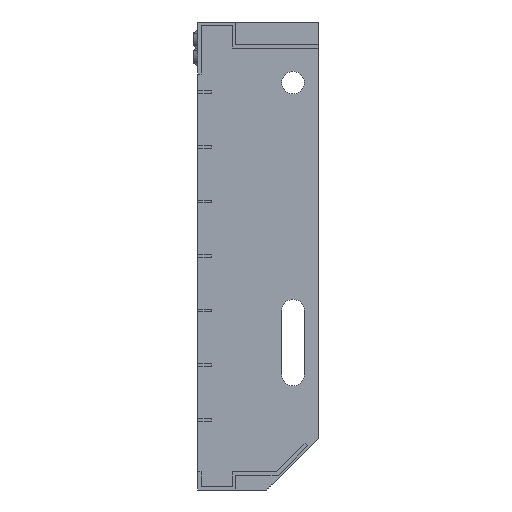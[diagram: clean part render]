
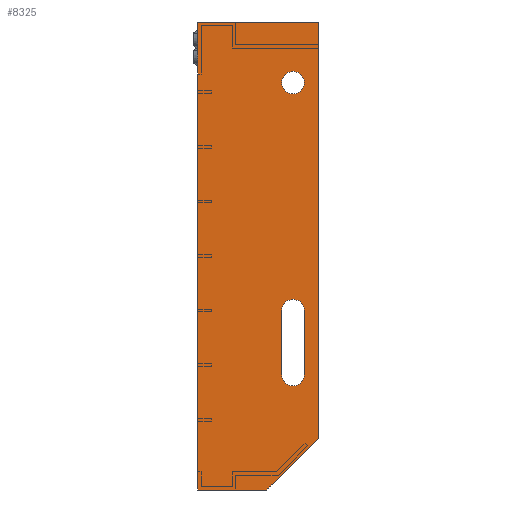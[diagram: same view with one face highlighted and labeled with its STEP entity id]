
A CAD part, left-side view. The second image highlights one B-rep face of the part: STEP entity #8325.
In plain terms, the highlighted planar face has unit normal (-1, 0, 0).
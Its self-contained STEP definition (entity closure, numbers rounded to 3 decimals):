
#347 = ORIENTED_EDGE ( 'NONE', *, *, #24604, .F. ) ;
#837 = EDGE_CURVE ( 'NONE', #4378, #34454, #39040, .T. ) ;
#1384 = VERTEX_POINT ( 'NONE', #7597 ) ;
#1578 = AXIS2_PLACEMENT_3D ( 'NONE', #34269, #28233, #6453 ) ;
#2264 = EDGE_CURVE ( 'NONE', #7041, #16892, #21866, .T. ) ;
#2951 = CARTESIAN_POINT ( 'NONE',  ( -700., 0., -240. ) ) ;
#3808 = CARTESIAN_POINT ( 'NONE',  ( -700., 15., -28.5 ) ) ;
#4378 = VERTEX_POINT ( 'NONE', #33342 ) ;
#4438 = AXIS2_PLACEMENT_3D ( 'NONE', #17762, #33174, #39579 ) ;
#4823 = ORIENTED_EDGE ( 'NONE', *, *, #11954, .F. ) ;
#4911 = ORIENTED_EDGE ( 'NONE', *, *, #14715, .F. ) ;
#5220 = DIRECTION ( 'NONE',  ( 1., 0., 0. ) ) ;
#5286 = LINE ( 'NONE', #2951, #32125 ) ;
#5666 = EDGE_CURVE ( 'NONE', #1384, #9296, #7258, .T. ) ;
#6107 = EDGE_CURVE ( 'NONE', #34454, #27900, #12141, .T. ) ;
#6206 = ORIENTED_EDGE ( 'NONE', *, *, #8886, .F. ) ;
#6453 = DIRECTION ( 'NONE',  ( 0., 0., -1. ) ) ;
#6539 = LINE ( 'NONE', #11904, #20660 ) ;
#7041 = VERTEX_POINT ( 'NONE', #14328 ) ;
#7258 = LINE ( 'NONE', #27821, #28706 ) ;
#7597 = CARTESIAN_POINT ( 'NONE',  ( -700., 8.5, -166.5 ) ) ;
#8036 = CARTESIAN_POINT ( 'NONE',  ( -700., 21.5, -166.5 ) ) ;
#8038 = CIRCLE ( 'NONE', #26460, 6.5 ) ;
#8045 = FACE_BOUND ( 'NONE', #27412, .T. ) ;
#8183 = CARTESIAN_POINT ( 'NONE',  ( -700., 15., -35. ) ) ;
#8325 = ADVANCED_FACE ( 'NONE', ( #8045, #23174, #35860 ), #30417, .F. ) ;
#8494 = CIRCLE ( 'NONE', #1578, 6.5 ) ;
#8886 = EDGE_CURVE ( 'NONE', #23677, #28147, #35825, .T. ) ;
#9123 = EDGE_CURVE ( 'NONE', #13439, #18778, #6539, .T. ) ;
#9182 = ORIENTED_EDGE ( 'NONE', *, *, #9123, .F. ) ;
#9183 = EDGE_CURVE ( 'NONE', #16892, #7041, #8494, .T. ) ;
#9296 = VERTEX_POINT ( 'NONE', #27692 ) ;
#9685 = VECTOR ( 'NONE', #19244, 1000. ) ;
#10157 = ORIENTED_EDGE ( 'NONE', *, *, #6107, .T. ) ;
#11904 = CARTESIAN_POINT ( 'NONE',  ( -700., 30., -270. ) ) ;
#11954 = EDGE_CURVE ( 'NONE', #28147, #12627, #39672, .T. ) ;
#12141 = LINE ( 'NONE', #36534, #14566 ) ;
#12388 = CARTESIAN_POINT ( 'NONE',  ( -700., 15., -203.5 ) ) ;
#12533 = CARTESIAN_POINT ( 'NONE',  ( -700., 70., 0. ) ) ;
#12584 = DIRECTION ( 'NONE',  ( 0., 0., -1. ) ) ;
#12627 = VERTEX_POINT ( 'NONE', #35107 ) ;
#13425 = AXIS2_PLACEMENT_3D ( 'NONE', #33576, #5220, #14762 ) ;
#13439 = VERTEX_POINT ( 'NONE', #16778 ) ;
#14328 = CARTESIAN_POINT ( 'NONE',  ( -700., 15., -41.5 ) ) ;
#14566 = VECTOR ( 'NONE', #30248, 1000. ) ;
#14715 = EDGE_CURVE ( 'NONE', #12627, #13439, #5286, .T. ) ;
#14762 = DIRECTION ( 'NONE',  ( 0., 0., 1. ) ) ;
#14931 = DIRECTION ( 'NONE',  ( 0., 0., -1. ) ) ;
#15665 = CARTESIAN_POINT ( 'NONE',  ( -700., 15., -203.5 ) ) ;
#16530 = LINE ( 'NONE', #34939, #9685 ) ;
#16778 = CARTESIAN_POINT ( 'NONE',  ( -700., 0., -240. ) ) ;
#16892 = VERTEX_POINT ( 'NONE', #3808 ) ;
#17346 = ORIENTED_EDGE ( 'NONE', *, *, #837, .T. ) ;
#17559 = CARTESIAN_POINT ( 'NONE',  ( -700., 70., -270. ) ) ;
#17762 = CARTESIAN_POINT ( 'NONE',  ( -700., 15., -166.5 ) ) ;
#18191 = EDGE_LOOP ( 'NONE', ( #4911, #4823, #6206, #347, #9182 ) ) ;
#18254 = DIRECTION ( 'NONE',  ( 1., 0., 0. ) ) ;
#18772 = DIRECTION ( 'NONE',  ( 0., 0., -1. ) ) ;
#18778 = VERTEX_POINT ( 'NONE', #26476 ) ;
#19162 = CARTESIAN_POINT ( 'NONE',  ( -700., 70., 0. ) ) ;
#19244 = DIRECTION ( 'NONE',  ( 0., 1., 0. ) ) ;
#20433 = DIRECTION ( 'NONE',  ( 0., 0., -1. ) ) ;
#20660 = VECTOR ( 'NONE', #39583, 1000. ) ;
#21068 = AXIS2_PLACEMENT_3D ( 'NONE', #15665, #37466, #18772 ) ;
#21866 = CIRCLE ( 'NONE', #30495, 6.5 ) ;
#22089 = CARTESIAN_POINT ( 'NONE',  ( -700., 0., 0. ) ) ;
#22830 = ORIENTED_EDGE ( 'NONE', *, *, #5666, .T. ) ;
#23174 = FACE_BOUND ( 'NONE', #35802, .T. ) ;
#23677 = VERTEX_POINT ( 'NONE', #17559 ) ;
#24604 = EDGE_CURVE ( 'NONE', #18778, #23677, #16530, .T. ) ;
#25690 = DIRECTION ( 'NONE',  ( 0., 0., 1. ) ) ;
#26460 = AXIS2_PLACEMENT_3D ( 'NONE', #12388, #18254, #40066 ) ;
#26476 = CARTESIAN_POINT ( 'NONE',  ( -700., 30., -270. ) ) ;
#26803 = ORIENTED_EDGE ( 'NONE', *, *, #28076, .T. ) ;
#26831 = ORIENTED_EDGE ( 'NONE', *, *, #33588, .T. ) ;
#27412 = EDGE_LOOP ( 'NONE', ( #22830, #26803, #17346, #10157, #26831 ) ) ;
#27692 = CARTESIAN_POINT ( 'NONE',  ( -700., 8.5, -203.5 ) ) ;
#27821 = CARTESIAN_POINT ( 'NONE',  ( -700., 8.5, -166.5 ) ) ;
#27900 = VERTEX_POINT ( 'NONE', #8036 ) ;
#28076 = EDGE_CURVE ( 'NONE', #9296, #4378, #8038, .T. ) ;
#28147 = VERTEX_POINT ( 'NONE', #12533 ) ;
#28233 = DIRECTION ( 'NONE',  ( 1., 0., 0. ) ) ;
#28706 = VECTOR ( 'NONE', #12584, 1000. ) ;
#29140 = CARTESIAN_POINT ( 'NONE',  ( -700., 21.5, -203.5 ) ) ;
#29638 = ORIENTED_EDGE ( 'NONE', *, *, #9183, .T. ) ;
#30248 = DIRECTION ( 'NONE',  ( 0., 0., 1. ) ) ;
#30417 = PLANE ( 'NONE',  #13425 ) ;
#30495 = AXIS2_PLACEMENT_3D ( 'NONE', #8183, #38999, #20433 ) ;
#31120 = CIRCLE ( 'NONE', #4438, 6.5 ) ;
#31448 = VECTOR ( 'NONE', #25690, 1000. ) ;
#32125 = VECTOR ( 'NONE', #14931, 1000. ) ;
#33174 = DIRECTION ( 'NONE',  ( 1., 0., 0. ) ) ;
#33342 = CARTESIAN_POINT ( 'NONE',  ( -700., 15., -210. ) ) ;
#33576 = CARTESIAN_POINT ( 'NONE',  ( -700., 0., 0. ) ) ;
#33588 = EDGE_CURVE ( 'NONE', #27900, #1384, #31120, .T. ) ;
#34269 = CARTESIAN_POINT ( 'NONE',  ( -700., 15., -35. ) ) ;
#34454 = VERTEX_POINT ( 'NONE', #29140 ) ;
#34641 = DIRECTION ( 'NONE',  ( 0., -1., 0. ) ) ;
#34805 = VECTOR ( 'NONE', #34641, 1000. ) ;
#34939 = CARTESIAN_POINT ( 'NONE',  ( -700., 70., -270. ) ) ;
#35107 = CARTESIAN_POINT ( 'NONE',  ( -700., 0., 0. ) ) ;
#35802 = EDGE_LOOP ( 'NONE', ( #40071, #29638 ) ) ;
#35825 = LINE ( 'NONE', #19162, #31448 ) ;
#35860 = FACE_OUTER_BOUND ( 'NONE', #18191, .T. ) ;
#36534 = CARTESIAN_POINT ( 'NONE',  ( -700., 21.5, -203.5 ) ) ;
#37466 = DIRECTION ( 'NONE',  ( 1., 0., 0. ) ) ;
#38999 = DIRECTION ( 'NONE',  ( 1., 0., 0. ) ) ;
#39040 = CIRCLE ( 'NONE', #21068, 6.5 ) ;
#39579 = DIRECTION ( 'NONE',  ( 0., 0., -1. ) ) ;
#39583 = DIRECTION ( 'NONE',  ( 0., 0.707, -0.707 ) ) ;
#39672 = LINE ( 'NONE', #22089, #34805 ) ;
#40066 = DIRECTION ( 'NONE',  ( 0., 0., -1. ) ) ;
#40071 = ORIENTED_EDGE ( 'NONE', *, *, #2264, .T. ) ;
